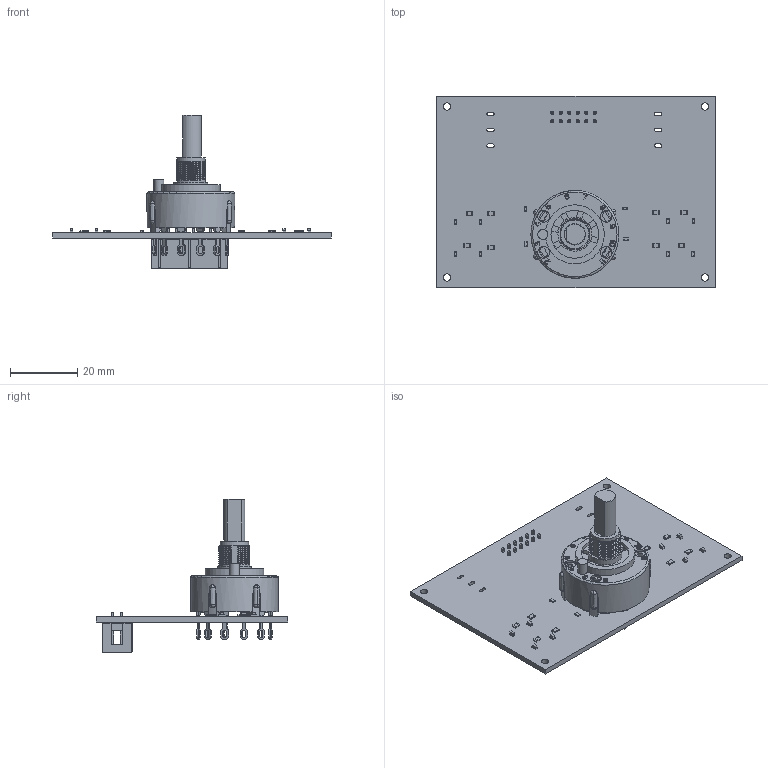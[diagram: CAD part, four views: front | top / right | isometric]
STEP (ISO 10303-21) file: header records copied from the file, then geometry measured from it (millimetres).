
FILE_DESCRIPTION(('KiCad electronic assembly'),'2;1');
FILE_NAME('115VU.step','2024-08-23T20:40:21',('Pcbnew'),('Kicad'), 'Open CASCADE STEP processor 7.6','KiCad to STEP converter','Unknown' );
FILE_SCHEMA(('AUTOMOTIVE_DESIGN { 1 0 10303 214 1 1 1 1 }'));
Length unit declared in the file: millimetre
Products named in the file (12): 115VU 1; R_0603_1608Metric; LED_0603_1608Metric; R_0805_2012Metric; A12505RNZQ; IDC-Header_2x06_P2.54mm_Vertical; IDC_Header_2x06_P254mm_Vertical; 115VU_PCB
Assembly tree (28 placements, depth 3):
  115VU 1
    R_0603_1608Metric  x4
      R_0603_1608Metric
    LED_0603_1608Metric  x8
      LED_0603_1608Metric
    R_0805_2012Metric  x8
      R_0805_2012Metric
    A12505RNZQ
      A12505RNZQ
    IDC-Header_2x06_P2.54mm_Vertical
      IDC_Header_2x06_P254mm_Vertical
    115VU_PCB
Bounding box: 83 x 57 x 45.74 mm (x, y, z)
Volume: 13373.9 mm3; surface area: 18544.1 mm2
Topology: 23 solids, 23 shells, 2914 faces, 8115 edges, 5326 vertices
Faces by surface type: plane 2447, cylinder 359, bspline 89, cone 18, torus 1
Full cylindrical faces by diameter (mm): 1 x18, 1.524 x12, 1.549 x8, 2.2 x4, 2.921 x1, 2.972 x1, 3.048 x1, 3.277 x1, 3.48 x4, 5.151 x1, 6.299 x1, 6.452 x1, 8.255 x1, 8.509 x1, 10.058 x1, 12.7 x1, 14.224 x1, 14.605 x1, 26.187 x1
Entity records: 80325 total; most frequent: CARTESIAN_POINT 17806, ORIENTED_EDGE 13008, DIRECTION 11261, EDGE_CURVE 6504, LINE 5645, VECTOR 5645, VERTEX_POINT 4284, AXIS2_PLACEMENT_3D 2808
